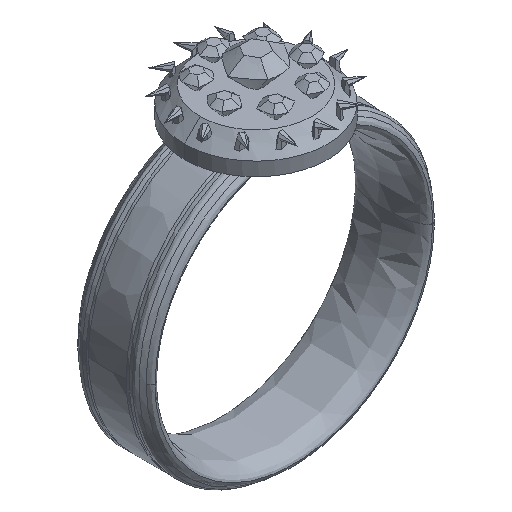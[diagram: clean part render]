
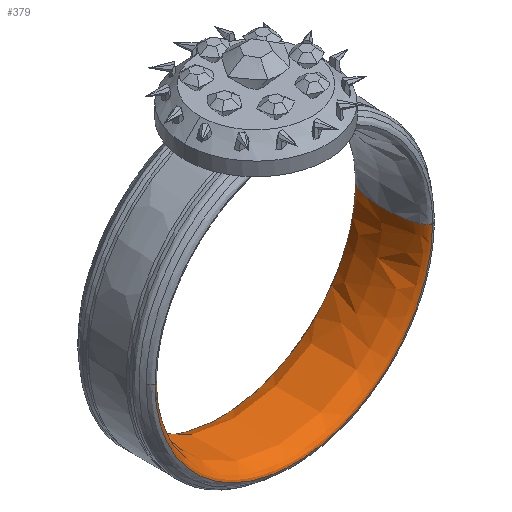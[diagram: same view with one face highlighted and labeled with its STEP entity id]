
A CAD part, isometric view. The second image highlights one B-rep face of the part: STEP entity #379.
In plain terms, the highlighted free-form (B-spline) face has degree [3, 3] with [4, 4] control points.
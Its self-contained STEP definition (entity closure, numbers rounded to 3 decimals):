
#177 = EDGE_CURVE('',#178,#180,#182,.T.);
#178 = VERTEX_POINT('',#179);
#179 = CARTESIAN_POINT('',(8.134,2.215,
    0.));
#180 = VERTEX_POINT('',#181);
#181 = CARTESIAN_POINT('',(-8.134,2.215,0.));
#182 = ( BOUNDED_CURVE() B_SPLINE_CURVE(2,(#183,#184,#185,#186,#187),
.UNSPECIFIED.,.F.,.F.) B_SPLINE_CURVE_WITH_KNOTS((3,2,3),(3.142,
4.712,6.283),.PIECEWISE_BEZIER_KNOTS.) CURVE() 
GEOMETRIC_REPRESENTATION_ITEM() RATIONAL_B_SPLINE_CURVE((1.,
0.707,1.,0.707,1.)) REPRESENTATION_ITEM('') );
#183 = CARTESIAN_POINT('',(8.134,2.215,
    0.));
#184 = CARTESIAN_POINT('',(8.134,2.215,-8.134)
  );
#185 = CARTESIAN_POINT('',(0.,2.215,
    -8.134));
#186 = CARTESIAN_POINT('',(-8.134,2.215,-8.134
    ));
#187 = CARTESIAN_POINT('',(-8.134,2.215,
    0.));
#338 = VERTEX_POINT('',#339);
#339 = CARTESIAN_POINT('',(8.134,-2.215,
    0.));
#346 = EDGE_CURVE('',#338,#347,#349,.T.);
#347 = VERTEX_POINT('',#348);
#348 = CARTESIAN_POINT('',(-8.134,-2.215,0.));
#349 = ( BOUNDED_CURVE() B_SPLINE_CURVE(2,(#350,#351,#352,#353,#354),
.UNSPECIFIED.,.F.,.F.) B_SPLINE_CURVE_WITH_KNOTS((3,2,3),(3.142,
4.712,6.283),.PIECEWISE_BEZIER_KNOTS.) CURVE() 
GEOMETRIC_REPRESENTATION_ITEM() RATIONAL_B_SPLINE_CURVE((1.,
0.707,1.,0.707,1.)) REPRESENTATION_ITEM('') );
#350 = CARTESIAN_POINT('',(8.134,-2.215,
    0.));
#351 = CARTESIAN_POINT('',(8.134,-2.215,-8.134
    ));
#352 = CARTESIAN_POINT('',(0.,-2.215,
    -8.134));
#353 = CARTESIAN_POINT('',(-8.134,-2.215,
    -8.134));
#354 = CARTESIAN_POINT('',(-8.134,-2.215,
    0.));
#379 = ADVANCED_FACE('',(#380),#398,.T.);
#380 = FACE_BOUND('',#381,.T.);
#381 = EDGE_LOOP('',(#382,#383,#390,#391));
#382 = ORIENTED_EDGE('',*,*,#346,.F.);
#383 = ORIENTED_EDGE('',*,*,#384,.T.);
#384 = EDGE_CURVE('',#338,#178,#385,.T.);
#385 = ( BOUNDED_CURVE() B_SPLINE_CURVE(3,(#386,#387,#388,#389),
.UNSPECIFIED.,.F.,.F.) B_SPLINE_CURVE_WITH_KNOTS((4,4),(0.,3.142
),.PIECEWISE_BEZIER_KNOTS.) CURVE() GEOMETRIC_REPRESENTATION_ITEM() 
RATIONAL_B_SPLINE_CURVE((1.,0.333,0.333,1.)) 
REPRESENTATION_ITEM('') );
#386 = CARTESIAN_POINT('',(8.134,-2.215,
    0.));
#387 = CARTESIAN_POINT('',(6.79,-2.215,
    0.));
#388 = CARTESIAN_POINT('',(6.79,2.215,
    0.));
#389 = CARTESIAN_POINT('',(8.134,2.215,
    0.));
#390 = ORIENTED_EDGE('',*,*,#177,.T.);
#391 = ORIENTED_EDGE('',*,*,#392,.F.);
#392 = EDGE_CURVE('',#347,#180,#393,.T.);
#393 = ( BOUNDED_CURVE() B_SPLINE_CURVE(3,(#394,#395,#396,#397),
.UNSPECIFIED.,.F.,.F.) B_SPLINE_CURVE_WITH_KNOTS((4,4),(0.,3.142
),.PIECEWISE_BEZIER_KNOTS.) CURVE() GEOMETRIC_REPRESENTATION_ITEM() 
RATIONAL_B_SPLINE_CURVE((1.,0.333,0.333,1.)) 
REPRESENTATION_ITEM('') );
#394 = CARTESIAN_POINT('',(-8.134,-2.215,0.));
#395 = CARTESIAN_POINT('',(-6.79,-2.215,0.));
#396 = CARTESIAN_POINT('',(-6.79,2.215,0.));
#397 = CARTESIAN_POINT('',(-8.134,2.215,0.));
#398 = ( BOUNDED_SURFACE() B_SPLINE_SURFACE(3,3,(
    (#399,#400,#401,#402)
    ,(#403,#404,#405,#406)
    ,(#407,#408,#409,#410)
    ,(#411,#412,#413,#414
)),.UNSPECIFIED.,.F.,.F.,.F.) B_SPLINE_SURFACE_WITH_KNOTS((4,4),(4,4),(
    0.,1.),(0.,1.),.PIECEWISE_BEZIER_KNOTS.) 
GEOMETRIC_REPRESENTATION_ITEM() RATIONAL_B_SPLINE_SURFACE((
    (1.,0.333,0.333,1.)
    ,(0.333,0.111,0.111,0.333)
    ,(0.333,0.111,0.111,0.333)
,(1.,0.333,0.333,1.
))) REPRESENTATION_ITEM('') SURFACE() );
#399 = CARTESIAN_POINT('',(8.134,-2.215,
    0.));
#400 = CARTESIAN_POINT('',(8.134,-2.215,-16.268
    ));
#401 = CARTESIAN_POINT('',(-8.134,-2.215,
    -16.268));
#402 = CARTESIAN_POINT('',(-8.134,-2.215,
    0.));
#403 = CARTESIAN_POINT('',(6.79,-2.215,
    0.));
#404 = CARTESIAN_POINT('',(6.79,-2.215,-13.581
    ));
#405 = CARTESIAN_POINT('',(-6.79,-2.215,
    -13.581));
#406 = CARTESIAN_POINT('',(-6.79,-2.215,
    0.));
#407 = CARTESIAN_POINT('',(6.79,2.215,
    0.));
#408 = CARTESIAN_POINT('',(6.79,2.215,-13.581)
  );
#409 = CARTESIAN_POINT('',(-6.79,2.215,-13.581
    ));
#410 = CARTESIAN_POINT('',(-6.79,2.215,
    0.));
#411 = CARTESIAN_POINT('',(8.134,2.215,
    0.));
#412 = CARTESIAN_POINT('',(8.134,2.215,-16.268)
  );
#413 = CARTESIAN_POINT('',(-8.134,2.215,-16.268
    ));
#414 = CARTESIAN_POINT('',(-8.134,2.215,
    0.));
